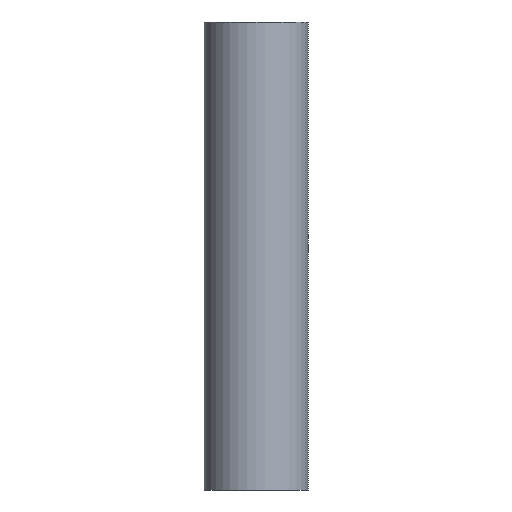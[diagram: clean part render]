
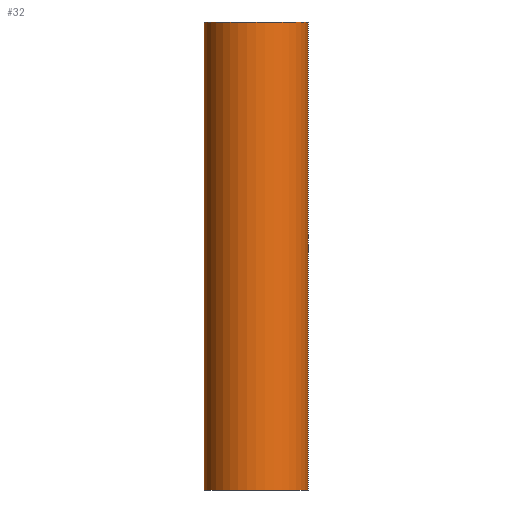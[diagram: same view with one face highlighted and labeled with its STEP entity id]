
A CAD part, front view. The second image highlights one B-rep face of the part: STEP entity #32.
In plain terms, the highlighted cylindrical face has radius 25 mm (diameter 50 mm), a full revolution.
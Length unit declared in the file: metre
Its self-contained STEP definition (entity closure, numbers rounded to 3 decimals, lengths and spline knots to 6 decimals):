
#32 = ADVANCED_FACE( '', ( #61, #62 ), #63, .T. );
#61 = FACE_OUTER_BOUND( '', #84, .T. );
#62 = FACE_OUTER_BOUND( '', #85, .T. );
#63 = CYLINDRICAL_SURFACE( '', #86, 0.025 );
#84 = EDGE_LOOP( '', ( #105 ) );
#85 = EDGE_LOOP( '', ( #106 ) );
#86 = AXIS2_PLACEMENT_3D( '', #107, #108, #109 );
#105 = ORIENTED_EDGE( '', *, *, #118, .F. );
#106 = ORIENTED_EDGE( '', *, *, #121, .T. );
#107 = CARTESIAN_POINT( '', ( 0., 0., 0.225 ) );
#108 = DIRECTION( '', ( 0., 0., 1. ) );
#109 = DIRECTION( '', ( -1., 0., 0. ) );
#118 = EDGE_CURVE( '', #127, #127, #128, .T. );
#121 = EDGE_CURVE( '', #132, #132, #133, .T. );
#127 = VERTEX_POINT( '', #139 );
#128 = CIRCLE( '', #140, 0.025 );
#132 = VERTEX_POINT( '', #144 );
#133 = CIRCLE( '', #145, 0.025 );
#139 = CARTESIAN_POINT( '', ( 0.025, 0., 0.225 ) );
#140 = AXIS2_PLACEMENT_3D( '', #151, #152, #153 );
#144 = CARTESIAN_POINT( '', ( 0.025, 0., 0. ) );
#145 = AXIS2_PLACEMENT_3D( '', #157, #158, #159 );
#151 = CARTESIAN_POINT( '', ( 0., 0., 0.225 ) );
#152 = DIRECTION( '', ( 0., 0., 1. ) );
#153 = DIRECTION( '', ( 1., 0., 0. ) );
#157 = CARTESIAN_POINT( '', ( 0., 0., 0. ) );
#158 = DIRECTION( '', ( 0., 0., 1. ) );
#159 = DIRECTION( '', ( 1., 0., 0. ) );
